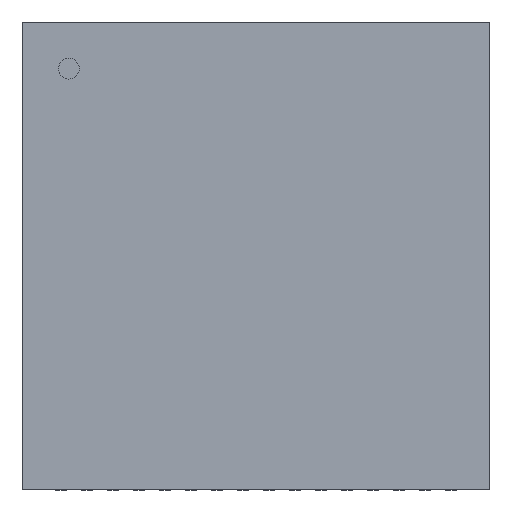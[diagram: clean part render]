
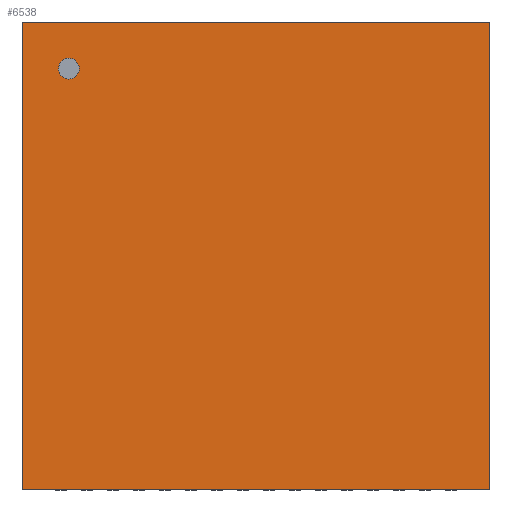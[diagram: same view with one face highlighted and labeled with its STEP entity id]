
A CAD part, top view. The second image highlights one B-rep face of the part: STEP entity #6538.
In plain terms, the highlighted planar face has unit normal (0, 0, 1).
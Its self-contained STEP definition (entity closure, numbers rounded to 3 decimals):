
#13=DIRECTION('',(0.,0.,1.));
#117=DIRECTION('',(0.,0.,-1.));
#148=VECTOR('',#149,1.);
#149=DIRECTION('',(1.,0.,0.));
#155=VECTOR('',#156,1.);
#156=DIRECTION('',(0.,-1.,0.));
#1581=ORIENTED_EDGE('',*,*,#1582,.F.);
#1582=EDGE_CURVE('',#1583,#1585,#1587,.T.);
#1583=VERTEX_POINT('',#1584);
#1584=CARTESIAN_POINT('',(-4.485,4.485,0.78));
#1585=VERTEX_POINT('',#1586);
#1586=CARTESIAN_POINT('',(4.485,4.485,0.78));
#1587=LINE('',#1584,#148);
#1872=ORIENTED_EDGE('',*,*,#1873,.T.);
#1873=EDGE_CURVE('',#1583,#1874,#1876,.T.);
#1874=VERTEX_POINT('',#1875);
#1875=CARTESIAN_POINT('',(-4.485,-4.485,0.78));
#1876=LINE('',#1584,#155);
#4084=EDGE_CURVE('',#1585,#4085,#4087,.T.);
#4085=VERTEX_POINT('',#4086);
#4086=CARTESIAN_POINT('',(4.485,-4.485,0.78));
#4087=LINE('',#1586,#155);
#4353=EDGE_CURVE('',#1874,#4085,#4354,.T.);
#4354=LINE('',#1875,#148);
#6538=ADVANCED_FACE('',(#6539,#6543),#6553,.T.);
#6539=FACE_BOUND('',#6540,.T.);
#6540=EDGE_LOOP('',(#1581,#1872,#6541,#6542));
#6541=ORIENTED_EDGE('',*,*,#4353,.T.);
#6542=ORIENTED_EDGE('',*,*,#4084,.F.);
#6543=FACE_BOUND('',#6544,.T.);
#6544=EDGE_LOOP('',(#6545));
#6545=ORIENTED_EDGE('',*,*,#6546,.T.);
#6546=EDGE_CURVE('',#6547,#6547,#6549,.T.);
#6547=VERTEX_POINT('',#6548);
#6548=CARTESIAN_POINT('',(-3.6,3.4,0.78));
#6549=CIRCLE('',#6550,0.2);
#6550=AXIS2_PLACEMENT_3D('',#6551,#117,#6552);
#6551=CARTESIAN_POINT('',(-3.6,3.6,0.78));
#6552=DIRECTION('',(0.,-1.,0.));
#6553=PLANE('',#6554);
#6554=AXIS2_PLACEMENT_3D('',#1584,#13,#156);
